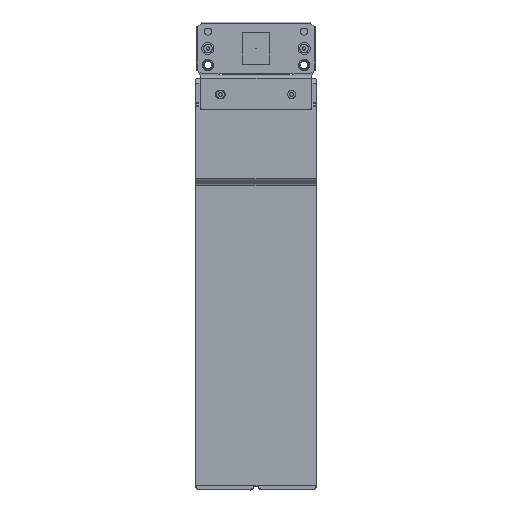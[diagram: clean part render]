
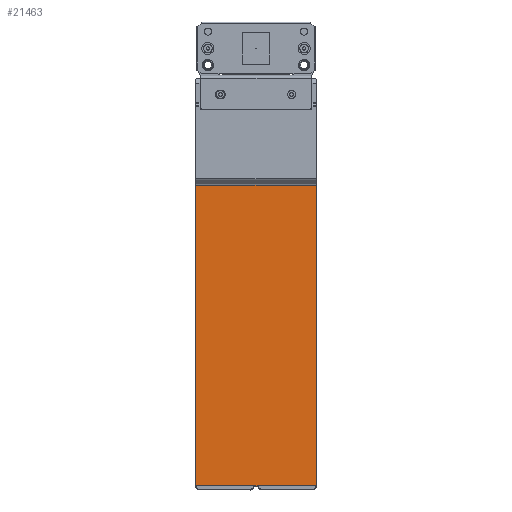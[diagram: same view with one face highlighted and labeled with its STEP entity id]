
A CAD part, front view. The second image highlights one B-rep face of the part: STEP entity #21463.
In plain terms, the highlighted planar face has unit normal (0, -1, 0).
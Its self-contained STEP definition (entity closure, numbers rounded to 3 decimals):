
#19971=DIRECTION('',(-1.,0.,0.));
#19972=VECTOR('',#19971,33.825);
#19973=CARTESIAN_POINT('',(-141.78,-3.2,128.533));
#19974=LINE('',#19973,#19972);
#19980=DIRECTION('',(0.,0.,-1.));
#19981=VECTOR('',#19980,84.093);
#19982=CARTESIAN_POINT('',(-141.78,-3.2,128.533));
#19983=LINE('',#19982,#19981);
#19984=CARTESIAN_POINT('',(-142.08,-3.2,44.44));
#19985=DIRECTION('',(0.,1.,0.));
#19986=DIRECTION('',(1.,0.,0.));
#19987=AXIS2_PLACEMENT_3D('',#19984,#19985,#19986);
#19989=DIRECTION('',(-1.,0.,0.));
#19990=VECTOR('',#19989,33.225);
#19991=CARTESIAN_POINT('',(-142.08,-3.2,44.14));
#19992=LINE('',#19991,#19990);
#19993=CARTESIAN_POINT('',(-175.305,-3.2,44.44));
#19994=DIRECTION('',(0.,1.,0.));
#19995=DIRECTION('',(0.,0.,-1.));
#19996=AXIS2_PLACEMENT_3D('',#19993,#19994,#19995);
#19998=DIRECTION('',(0.,0.,1.));
#19999=VECTOR('',#19998,84.093);
#20000=CARTESIAN_POINT('',(-175.605,-3.2,44.44));
#20001=LINE('',#20000,#19999);
#20581=CARTESIAN_POINT('',(-142.08,-3.2,44.14));
#20582=CARTESIAN_POINT('',(-175.305,-3.2,44.14));
#20583=VERTEX_POINT('',#20581);
#20584=VERTEX_POINT('',#20582);
#20681=CARTESIAN_POINT('',(-175.605,-3.2,128.533));
#20683=VERTEX_POINT('',#20681);
#20686=CARTESIAN_POINT('',(-141.78,-3.2,128.533));
#20688=VERTEX_POINT('',#20686);
#20689=CARTESIAN_POINT('',(-175.605,-3.2,44.44));
#20690=VERTEX_POINT('',#20689);
#20691=CARTESIAN_POINT('',(-141.78,-3.2,44.44));
#20692=VERTEX_POINT('',#20691);
#21447=CARTESIAN_POINT('',(0.,-3.2,0.));
#21448=DIRECTION('',(0.,1.,0.));
#21449=DIRECTION('',(1.,0.,0.));
#21450=AXIS2_PLACEMENT_3D('',#21447,#21448,#21449);
#21451=PLANE('',#21450);
#21452=ORIENTED_EDGE('',*,*,#21441,.F.);
#21453=ORIENTED_EDGE('',*,*,#21336,.T.);
#21455=ORIENTED_EDGE('',*,*,#21454,.T.);
#21457=ORIENTED_EDGE('',*,*,#21456,.T.);
#21459=ORIENTED_EDGE('',*,*,#21458,.T.);
#21460=ORIENTED_EDGE('',*,*,#20880,.T.);
#21461=EDGE_LOOP('',(#21452,#21453,#21455,#21457,#21459,#21460));
#21462=FACE_OUTER_BOUND('',#21461,.F.);
#21463=ADVANCED_FACE('',(#21462),#21451,.F.);
#19988=CIRCLE('',#19987,0.3);
#19997=CIRCLE('',#19996,0.3);
#20880=EDGE_CURVE('',#20690,#20683,#20001,.T.);
#21336=EDGE_CURVE('',#20688,#20692,#19983,.T.);
#21441=EDGE_CURVE('',#20688,#20683,#19974,.T.);
#21454=EDGE_CURVE('',#20692,#20583,#19988,.T.);
#21456=EDGE_CURVE('',#20583,#20584,#19992,.T.);
#21458=EDGE_CURVE('',#20584,#20690,#19997,.T.);
